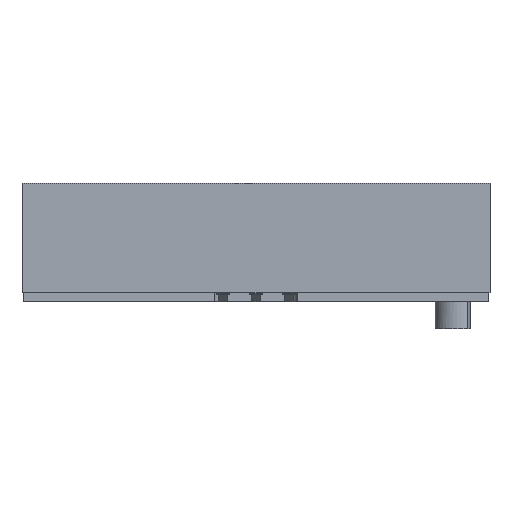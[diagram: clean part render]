
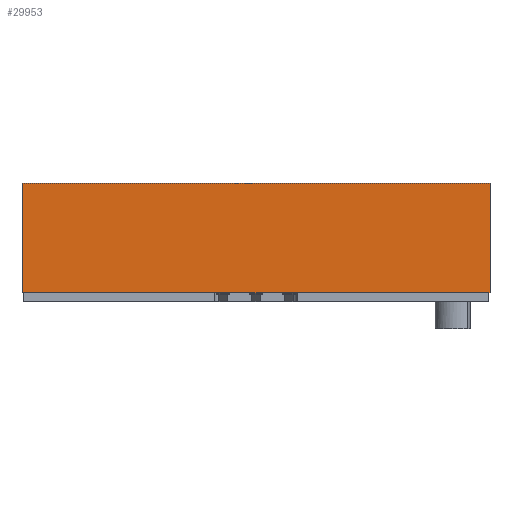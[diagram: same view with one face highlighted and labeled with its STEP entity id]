
A CAD part, front view. The second image highlights one B-rep face of the part: STEP entity #29953.
In plain terms, the highlighted planar face has unit normal (0, -1, 0).
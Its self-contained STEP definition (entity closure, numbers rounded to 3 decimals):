
#1372=FACE_OUTER_BOUND($,#2972,.T.);
#2972=EDGE_LOOP($,(#19746,#19747,#19748,#19749,#19750,#19751));
#4694=LINE($,#43049,#8386);
#4695=LINE($,#43051,#8387);
#4696=LINE($,#43053,#8388);
#4697=LINE($,#43055,#8389);
#4698=LINE($,#43057,#8390);
#4699=LINE($,#43058,#8391);
#8386=VECTOR($,#34308,18.14);
#8387=VECTOR($,#34309,4.25);
#8388=VECTOR($,#34310,7.465);
#8389=VECTOR($,#34311,3.21);
#8390=VECTOR($,#34312,7.465);
#8391=VECTOR($,#34313,4.25);
#12076=VERTEX_POINT($,#43047);
#12077=VERTEX_POINT($,#43048);
#12078=VERTEX_POINT($,#43050);
#12079=VERTEX_POINT($,#43052);
#12080=VERTEX_POINT($,#43054);
#12081=VERTEX_POINT($,#43056);
#15141=EDGE_CURVE($,#12076,#12077,#4694,.T.);
#15142=EDGE_CURVE($,#12077,#12078,#4695,.T.);
#15143=EDGE_CURVE($,#12078,#12079,#4696,.T.);
#15144=EDGE_CURVE($,#12079,#12080,#4697,.T.);
#15145=EDGE_CURVE($,#12080,#12081,#4698,.T.);
#15146=EDGE_CURVE($,#12076,#12081,#4699,.T.);
#19746=ORIENTED_EDGE($,*,*,#15141,.T.);
#19747=ORIENTED_EDGE($,*,*,#15142,.T.);
#19748=ORIENTED_EDGE($,*,*,#15143,.T.);
#19749=ORIENTED_EDGE($,*,*,#15144,.T.);
#19750=ORIENTED_EDGE($,*,*,#15145,.T.);
#19751=ORIENTED_EDGE($,*,*,#15146,.F.);
#28742=PLANE($,#31627);
#29953=ADVANCED_FACE($,(#1372),#28742,.T.);
#31627=AXIS2_PLACEMENT_3D($,#43046,#34306,#34307);
#34306=DIRECTION('center_axis',(0.,-1.,0.));
#34307=DIRECTION('ref_axis',(1.,0.,0.));
#34308=DIRECTION($,(-1.,0.,0.));
#34309=DIRECTION($,(0.,0.,-1.));
#34310=DIRECTION($,(1.,0.,0.));
#34311=DIRECTION($,(1.,0.,0.));
#34312=DIRECTION($,(1.,0.,0.));
#34313=DIRECTION($,(0.,0.,-1.));
#43046=CARTESIAN_POINT('Origin',(0.,-9.07,0.));
#43047=CARTESIAN_POINT('',(9.07,-9.07,4.6));
#43048=CARTESIAN_POINT('',(-9.07,-9.07,4.6));
#43049=CARTESIAN_POINT($,(7.67,-9.07,4.6));
#43050=CARTESIAN_POINT('',(-9.07,-9.07,0.35));
#43051=CARTESIAN_POINT($,(-9.07,-9.07,0.));
#43052=CARTESIAN_POINT('',(-1.605,-9.07,0.351));
#43053=CARTESIAN_POINT($,(0.,-9.07,0.35));
#43054=CARTESIAN_POINT('',(1.605,-9.07,0.351));
#43055=CARTESIAN_POINT($,(0.,-9.07,0.352));
#43056=CARTESIAN_POINT('',(9.07,-9.07,0.35));
#43057=CARTESIAN_POINT($,(0.,-9.07,0.35));
#43058=CARTESIAN_POINT($,(9.07,-9.07,0.));
